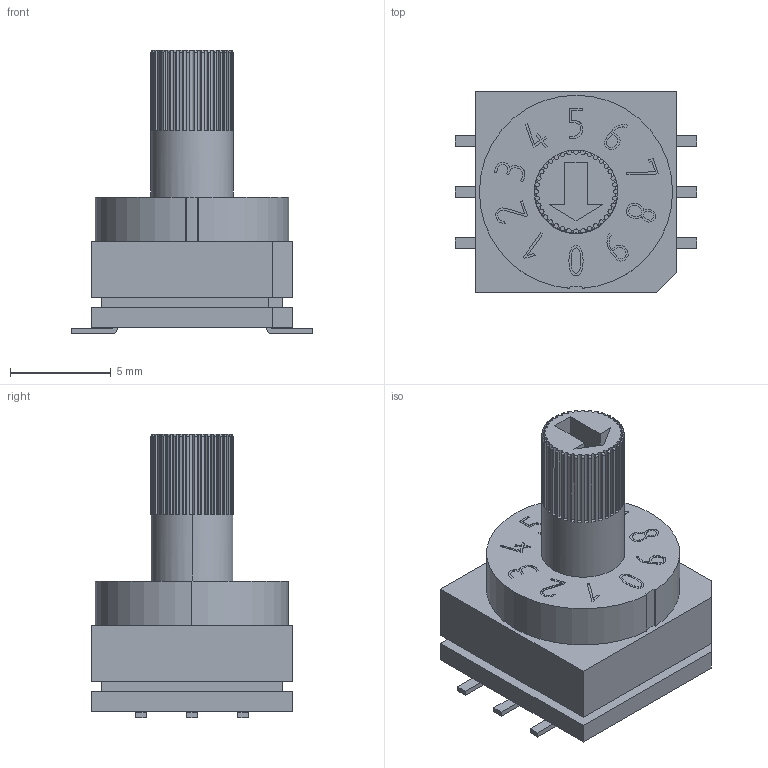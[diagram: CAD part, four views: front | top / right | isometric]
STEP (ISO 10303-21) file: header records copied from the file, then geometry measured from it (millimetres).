
FILE_DESCRIPTION(('STEP AP214'),'1');
FILE_NAME('428521420910 (rev1).stp','2024-05-27T15:13:11',(' '),(' '),'Spatial InterOp 3D',' ',' ');
FILE_SCHEMA(('AUTOMOTIVE_DESIGN { 1 0 10303 214 1 1 1 1 }'));
Length unit declared in the file: millimetre
Products named in the file (2): 428521420910 (rev1)
Assembly tree (1 placements, depth 2):
  428521420910 (rev1)
    428521420910 (rev1)
Bounding box: 12 x 10 x 14.1 mm (x, y, z)
Volume: 665.5 mm3; surface area: 699.4 mm2
Topology: 1 solids, 1 shells, 475 faces, 1274 edges, 828 vertices
Faces by surface type: plane 234, cylinder 100, extrusion 63, bspline 38, torus 36, sphere 4
Entity records: 21922 total; most frequent: CARTESIAN_POINT 7843, ORIENTED_EDGE 2548, DIRECTION 2349, EDGE_CURVE 1274, VERTEX_POINT 828, AXIS2_PLACEMENT_3D 790, VECTOR 769, LINE 706
